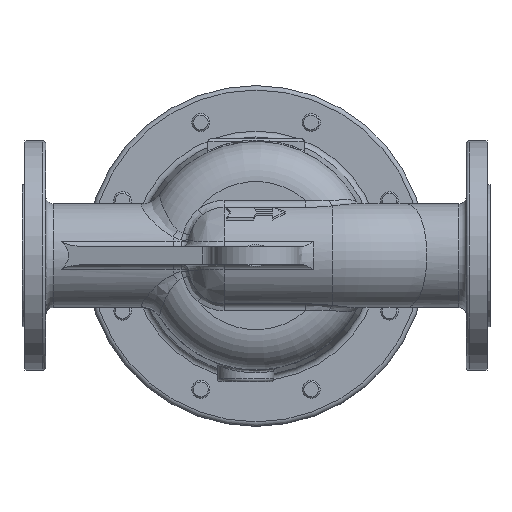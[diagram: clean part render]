
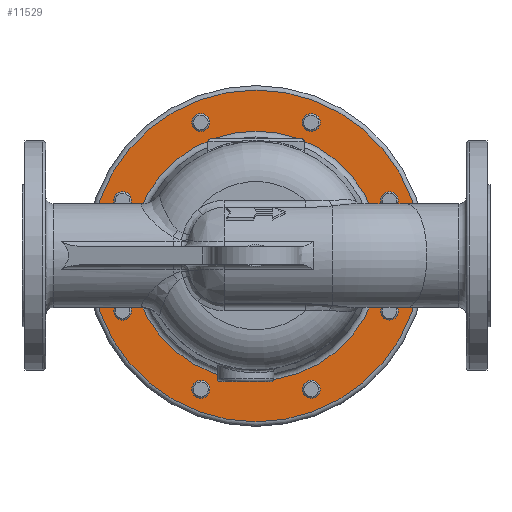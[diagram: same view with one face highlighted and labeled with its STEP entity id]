
A CAD part, top view. The second image highlights one B-rep face of the part: STEP entity #11529.
In plain terms, the highlighted planar face has unit normal (0, 0, 1).
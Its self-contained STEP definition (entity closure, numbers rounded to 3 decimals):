
#6750=CARTESIAN_POINT('',(-33.069,85.836,167.5));
#6751=VERTEX_POINT('',#6750);
#6752=CARTESIAN_POINT('',(-37.312,90.078,167.5));
#6753=DIRECTION('',(0.0,0.0,-1.0));
#6754=DIRECTION('',(-0.707,0.707,0.0));
#6755=AXIS2_PLACEMENT_3D('',#6752,#6753,#6754);
#6756=CIRCLE('',#6755,6.);
#6757=EDGE_CURVE('',#6751,#6751,#6756,.T.);
#6864=CARTESIAN_POINT('',(37.312,84.078,167.5));
#6865=VERTEX_POINT('',#6864);
#6866=CARTESIAN_POINT('',(37.312,90.078,167.5));
#6867=DIRECTION('',(0.0,0.0,-1.0));
#6868=DIRECTION('',(0.0,1.0,0.0));
#6869=AXIS2_PLACEMENT_3D('',#6866,#6867,#6868);
#6870=CIRCLE('',#6869,6.);
#6871=EDGE_CURVE('',#6865,#6865,#6870,.T.);
#6978=CARTESIAN_POINT('',(85.836,33.069,167.5));
#6979=VERTEX_POINT('',#6978);
#6980=CARTESIAN_POINT('',(90.078,37.312,167.5));
#6981=DIRECTION('',(0.0,0.0,-1.0));
#6982=DIRECTION('',(0.707,0.707,0.0));
#6983=AXIS2_PLACEMENT_3D('',#6980,#6981,#6982);
#6984=CIRCLE('',#6983,6.);
#6985=EDGE_CURVE('',#6979,#6979,#6984,.T.);
#7092=CARTESIAN_POINT('',(84.078,-37.312,167.5));
#7093=VERTEX_POINT('',#7092);
#7094=CARTESIAN_POINT('',(90.078,-37.312,167.5));
#7095=DIRECTION('',(0.0,0.0,-1.0));
#7096=DIRECTION('',(1.0,0.0,0.0));
#7097=AXIS2_PLACEMENT_3D('',#7094,#7095,#7096);
#7098=CIRCLE('',#7097,6.);
#7099=EDGE_CURVE('',#7093,#7093,#7098,.T.);
#7206=CARTESIAN_POINT('',(33.069,-85.836,167.5));
#7207=VERTEX_POINT('',#7206);
#7208=CARTESIAN_POINT('',(37.312,-90.078,167.5));
#7209=DIRECTION('',(0.0,0.0,-1.0));
#7210=DIRECTION('',(0.707,-0.707,0.0));
#7211=AXIS2_PLACEMENT_3D('',#7208,#7209,#7210);
#7212=CIRCLE('',#7211,6.);
#7213=EDGE_CURVE('',#7207,#7207,#7212,.T.);
#7320=CARTESIAN_POINT('',(-37.312,-84.078,167.5));
#7321=VERTEX_POINT('',#7320);
#7322=CARTESIAN_POINT('',(-37.312,-90.078,167.5));
#7323=DIRECTION('',(0.0,0.0,-1.0));
#7324=DIRECTION('',(0.0,-1.0,0.0));
#7325=AXIS2_PLACEMENT_3D('',#7322,#7323,#7324);
#7326=CIRCLE('',#7325,6.);
#7327=EDGE_CURVE('',#7321,#7321,#7326,.T.);
#7434=CARTESIAN_POINT('',(-85.836,-33.069,167.5));
#7435=VERTEX_POINT('',#7434);
#7436=CARTESIAN_POINT('',(-90.078,-37.312,167.5));
#7437=DIRECTION('',(0.0,0.0,-1.0));
#7438=DIRECTION('',(-0.707,-0.707,0.0));
#7439=AXIS2_PLACEMENT_3D('',#7436,#7437,#7438);
#7440=CIRCLE('',#7439,6.);
#7441=EDGE_CURVE('',#7435,#7435,#7440,.T.);
#9165=CARTESIAN_POINT('',(-84.078,37.312,167.5));
#9166=VERTEX_POINT('',#9165);
#9167=CARTESIAN_POINT('',(-90.078,37.312,167.5));
#9168=DIRECTION('',(0.0,0.0,-1.0));
#9169=DIRECTION('',(-1.0,0.0,0.0));
#9170=AXIS2_PLACEMENT_3D('',#9167,#9168,#9169);
#9171=CIRCLE('',#9170,6.);
#9172=EDGE_CURVE('',#9166,#9166,#9171,.T.);
#11463=CARTESIAN_POINT('',(112.0,0.,167.5));
#11464=VERTEX_POINT('',#11463);
#11465=CARTESIAN_POINT('',(0.0,0.0,167.5));
#11466=DIRECTION('',(0.0,0.0,-1.0));
#11467=DIRECTION('',(-1.0,0.0,0.0));
#11468=AXIS2_PLACEMENT_3D('',#11465,#11466,#11467);
#11469=CIRCLE('',#11468,112.0);
#11470=EDGE_CURVE('',#11464,#11464,#11469,.T.);
#11486=CARTESIAN_POINT('',(0.0,0.0,167.5));
#11487=DIRECTION('',(0.0,0.0,-1.0));
#11488=DIRECTION('',(-1.0,0.0,0.0));
#11489=AXIS2_PLACEMENT_3D('',#11486,#11487,#11488);
#11490=PLANE('',#11489);
#11491=ORIENTED_EDGE('',*,*,#11470,.F.);
#11492=EDGE_LOOP('',(#11491));
#11493=FACE_OUTER_BOUND('',#11492,.T.);
#11494=ORIENTED_EDGE('',*,*,#6757,.T.);
#11495=EDGE_LOOP('',(#11494));
#11496=FACE_BOUND('',#11495,.T.);
#11497=ORIENTED_EDGE('',*,*,#6871,.T.);
#11498=EDGE_LOOP('',(#11497));
#11499=FACE_BOUND('',#11498,.T.);
#11500=ORIENTED_EDGE('',*,*,#6985,.T.);
#11501=EDGE_LOOP('',(#11500));
#11502=FACE_BOUND('',#11501,.T.);
#11503=ORIENTED_EDGE('',*,*,#7099,.T.);
#11504=EDGE_LOOP('',(#11503));
#11505=FACE_BOUND('',#11504,.T.);
#11506=ORIENTED_EDGE('',*,*,#7213,.T.);
#11507=EDGE_LOOP('',(#11506));
#11508=FACE_BOUND('',#11507,.T.);
#11509=ORIENTED_EDGE('',*,*,#7327,.T.);
#11510=EDGE_LOOP('',(#11509));
#11511=FACE_BOUND('',#11510,.T.);
#11512=ORIENTED_EDGE('',*,*,#7441,.T.);
#11513=EDGE_LOOP('',(#11512));
#11514=FACE_BOUND('',#11513,.T.);
#11515=ORIENTED_EDGE('',*,*,#9172,.T.);
#11516=EDGE_LOOP('',(#11515));
#11517=FACE_BOUND('',#11516,.T.);
#11518=CARTESIAN_POINT('',(-84.279,0.,167.5));
#11519=VERTEX_POINT('',#11518);
#11520=CARTESIAN_POINT('',(0.0,0.0,167.5));
#11521=DIRECTION('',(0.0,0.0,1.0));
#11522=DIRECTION('',(1.0,0.0,0.0));
#11523=AXIS2_PLACEMENT_3D('',#11520,#11521,#11522);
#11524=CIRCLE('',#11523,84.279);
#11525=EDGE_CURVE('',#11519,#11519,#11524,.T.);
#11526=ORIENTED_EDGE('',*,*,#11525,.F.);
#11527=EDGE_LOOP('',(#11526));
#11528=FACE_BOUND('',#11527,.T.);
#11529=ADVANCED_FACE('',(#11493,#11496,#11499,#11502,#11505,#11508,#11511,#11514,#11517,#11528),#11490,.F.);
